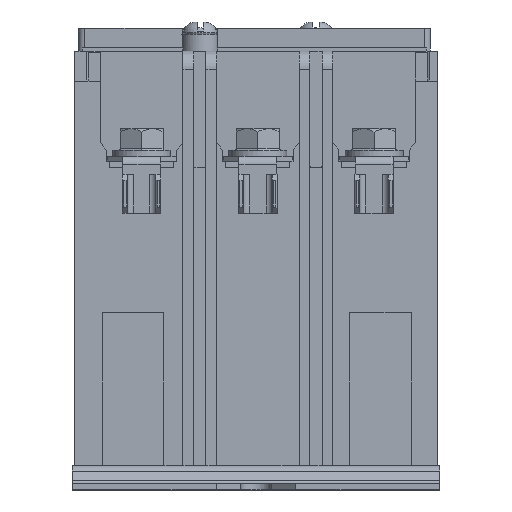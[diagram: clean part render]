
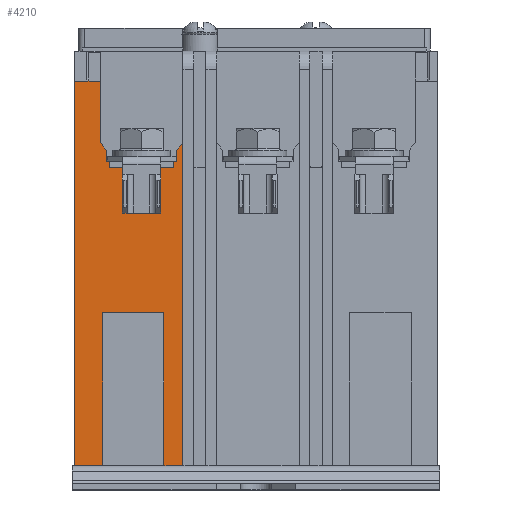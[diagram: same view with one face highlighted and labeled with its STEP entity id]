
A CAD part, front view. The second image highlights one B-rep face of the part: STEP entity #4210.
In plain terms, the highlighted planar face has unit normal (0, -1, 0).
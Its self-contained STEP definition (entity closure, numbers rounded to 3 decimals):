
#139 = ORIENTED_EDGE ( 'NONE', *, *, #2832, .F. ) ;
#308 = CARTESIAN_POINT ( 'NONE',  ( -29.65, -31.325, 0. ) ) ;
#462 = LINE ( 'NONE', #12249, #15719 ) ;
#492 = CARTESIAN_POINT ( 'NONE',  ( -29.65, -31.325, 71.5 ) ) ;
#619 = ORIENTED_EDGE ( 'NONE', *, *, #17909, .F. ) ;
#685 = ORIENTED_EDGE ( 'NONE', *, *, #12089, .F. ) ;
#705 = CARTESIAN_POINT ( 'NONE',  ( -12.95, -31.325, 51.558 ) ) ;
#713 = CARTESIAN_POINT ( 'NONE',  ( -25.45, -31.325, 67.75 ) ) ;
#882 = CARTESIAN_POINT ( 'NONE',  ( -23.95, -31.325, 49.75 ) ) ;
#914 = DIRECTION ( 'NONE',  ( 0., 0., -1. ) ) ;
#971 = LINE ( 'NONE', #18453, #9135 ) ;
#1206 = LINE ( 'NONE', #19701, #18516 ) ;
#1374 = CARTESIAN_POINT ( 'NONE',  ( -15.05, -31.325, 0. ) ) ;
#1576 = ORIENTED_EDGE ( 'NONE', *, *, #3465, .F. ) ;
#1829 = ORIENTED_EDGE ( 'NONE', *, *, #5472, .F. ) ;
#1886 = EDGE_CURVE ( 'NONE', #2472, #15803, #16634, .T. ) ;
#2079 = ORIENTED_EDGE ( 'NONE', *, *, #6920, .F. ) ;
#2316 = DIRECTION ( 'NONE',  ( -1., 0., 0. ) ) ;
#2472 = VERTEX_POINT ( 'NONE', #2561 ) ;
#2561 = CARTESIAN_POINT ( 'NONE',  ( -29.65, -31.325, 62.85 ) ) ;
#2590 = CARTESIAN_POINT ( 'NONE',  ( -29.65, -31.325, 62.85 ) ) ;
#2632 = ORIENTED_EDGE ( 'NONE', *, *, #11958, .T. ) ;
#2663 = VERTEX_POINT ( 'NONE', #11163 ) ;
#2721 = ORIENTED_EDGE ( 'NONE', *, *, #8608, .F. ) ;
#2832 = EDGE_CURVE ( 'NONE', #15803, #9362, #9274, .T. ) ;
#2848 = DIRECTION ( 'NONE',  ( 0., 0., 1. ) ) ;
#2899 = VERTEX_POINT ( 'NONE', #18410 ) ;
#2945 = LINE ( 'NONE', #492, #14902 ) ;
#2974 = CARTESIAN_POINT ( 'NONE',  ( -23.95, -31.325, 49.75 ) ) ;
#3052 = ORIENTED_EDGE ( 'NONE', *, *, #10372, .F. ) ;
#3112 = ORIENTED_EDGE ( 'NONE', *, *, #15185, .F. ) ;
#3300 = VECTOR ( 'NONE', #4780, 1000. ) ;
#3465 = EDGE_CURVE ( 'NONE', #9362, #14440, #11751, .T. ) ;
#3588 = ORIENTED_EDGE ( 'NONE', *, *, #1886, .F. ) ;
#3659 = VECTOR ( 'NONE', #16437, 1000. ) ;
#3873 = DIRECTION ( 'NONE',  ( 1., 0., 0. ) ) ;
#3941 = VERTEX_POINT ( 'NONE', #6883 ) ;
#3972 = DIRECTION ( 'NONE',  ( 0., 0., 1. ) ) ;
#4160 = VERTEX_POINT ( 'NONE', #14458 ) ;
#4210 = ADVANCED_FACE ( 'NONE', ( #13525 ), #19285, .F. ) ;
#4618 = VECTOR ( 'NONE', #19944, 1000. ) ;
#4752 = VERTEX_POINT ( 'NONE', #11535 ) ;
#4780 = DIRECTION ( 'NONE',  ( 0., 0., -1. ) ) ;
#4863 = AXIS2_PLACEMENT_3D ( 'NONE', #20841, #17803, #17656 ) ;
#4906 = CARTESIAN_POINT ( 'NONE',  ( -24.45, -31.325, 51.558 ) ) ;
#5093 = VERTEX_POINT ( 'NONE', #882 ) ;
#5134 = VERTEX_POINT ( 'NONE', #6252 ) ;
#5355 = VERTEX_POINT ( 'NONE', #8343 ) ;
#5411 = VECTOR ( 'NONE', #13447, 1000. ) ;
#5472 = EDGE_CURVE ( 'NONE', #2663, #5093, #12636, .T. ) ;
#5489 = CARTESIAN_POINT ( 'NONE',  ( -15.05, -31.325, 25. ) ) ;
#5499 = EDGE_CURVE ( 'NONE', #5355, #5134, #15614, .T. ) ;
#5597 = DIRECTION ( 'NONE',  ( 1., 0., 0. ) ) ;
#5665 = LINE ( 'NONE', #7100, #20940 ) ;
#6170 = CARTESIAN_POINT ( 'NONE',  ( -25.45, -31.325, 52.75 ) ) ;
#6188 = VECTOR ( 'NONE', #3873, 1000. ) ;
#6252 = CARTESIAN_POINT ( 'NONE',  ( -12.95, -31.325, 49.75 ) ) ;
#6420 = CARTESIAN_POINT ( 'NONE',  ( -11.95, -31.325, 64.75 ) ) ;
#6883 = CARTESIAN_POINT ( 'NONE',  ( -11.95, -31.325, 52.75 ) ) ;
#6920 = EDGE_CURVE ( 'NONE', #15157, #9914, #1206, .T. ) ;
#7100 = CARTESIAN_POINT ( 'NONE',  ( -15.05, -31.325, 0. ) ) ;
#7176 = VECTOR ( 'NONE', #3972, 1000. ) ;
#7220 = CARTESIAN_POINT ( 'NONE',  ( -12.95, -31.325, 51.558 ) ) ;
#7908 = ORIENTED_EDGE ( 'NONE', *, *, #14190, .T. ) ;
#8054 = LINE ( 'NONE', #16268, #13401 ) ;
#8263 = VECTOR ( 'NONE', #2316, 1000. ) ;
#8343 = CARTESIAN_POINT ( 'NONE',  ( -13.45, -31.325, 49.75 ) ) ;
#8360 = CARTESIAN_POINT ( 'NONE',  ( -25.45, -31.325, 62.85 ) ) ;
#8608 = EDGE_CURVE ( 'NONE', #10376, #2899, #20470, .T. ) ;
#8758 = ORIENTED_EDGE ( 'NONE', *, *, #8925, .T. ) ;
#8925 = EDGE_CURVE ( 'NONE', #13608, #4160, #15107, .T. ) ;
#9135 = VECTOR ( 'NONE', #12179, 1000. ) ;
#9274 = LINE ( 'NONE', #713, #5411 ) ;
#9362 = VERTEX_POINT ( 'NONE', #6170 ) ;
#9443 = LINE ( 'NONE', #19310, #12729 ) ;
#9560 = ORIENTED_EDGE ( 'NONE', *, *, #18006, .F. ) ;
#9653 = DIRECTION ( 'NONE',  ( 0., 0., -1. ) ) ;
#9914 = VERTEX_POINT ( 'NONE', #10878 ) ;
#10242 = LINE ( 'NONE', #13137, #17902 ) ;
#10354 = VECTOR ( 'NONE', #13454, 1000. ) ;
#10372 = EDGE_CURVE ( 'NONE', #5134, #12752, #11510, .T. ) ;
#10376 = VERTEX_POINT ( 'NONE', #20173 ) ;
#10878 = CARTESIAN_POINT ( 'NONE',  ( -13.45, -31.325, 48.75 ) ) ;
#11163 = CARTESIAN_POINT ( 'NONE',  ( -24.45, -31.325, 49.75 ) ) ;
#11510 = LINE ( 'NONE', #705, #7176 ) ;
#11535 = CARTESIAN_POINT ( 'NONE',  ( -11.95, -31.325, 0. ) ) ;
#11751 = LINE ( 'NONE', #14980, #4618 ) ;
#11958 = EDGE_CURVE ( 'NONE', #15760, #4752, #9443, .T. ) ;
#12089 = EDGE_CURVE ( 'NONE', #2899, #4160, #10242, .T. ) ;
#12179 = DIRECTION ( 'NONE',  ( 0., 0., 1. ) ) ;
#12249 = CARTESIAN_POINT ( 'NONE',  ( -24.45, -31.325, 51.558 ) ) ;
#12321 = EDGE_CURVE ( 'NONE', #9914, #5355, #971, .T. ) ;
#12361 = EDGE_CURVE ( 'NONE', #14440, #2663, #462, .T. ) ;
#12469 = DIRECTION ( 'NONE',  ( 0., 0., -1. ) ) ;
#12566 = VECTOR ( 'NONE', #16999, 1000. ) ;
#12636 = LINE ( 'NONE', #19830, #10354 ) ;
#12729 = VECTOR ( 'NONE', #13067, 1000. ) ;
#12752 = VERTEX_POINT ( 'NONE', #7220 ) ;
#13067 = DIRECTION ( 'NONE',  ( 1., 0., 0. ) ) ;
#13137 = CARTESIAN_POINT ( 'NONE',  ( -25.05, -31.325, 0. ) ) ;
#13401 = VECTOR ( 'NONE', #16343, 1000. ) ;
#13447 = DIRECTION ( 'NONE',  ( 0., 0., -1. ) ) ;
#13454 = DIRECTION ( 'NONE',  ( 1., 0., 0. ) ) ;
#13458 = LINE ( 'NONE', #6420, #14984 ) ;
#13525 = FACE_OUTER_BOUND ( 'NONE', #20618, .T. ) ;
#13608 = VERTEX_POINT ( 'NONE', #13854 ) ;
#13854 = CARTESIAN_POINT ( 'NONE',  ( -29.65, -31.325, 0. ) ) ;
#14190 = EDGE_CURVE ( 'NONE', #2472, #13608, #2945, .T. ) ;
#14440 = VERTEX_POINT ( 'NONE', #4906 ) ;
#14458 = CARTESIAN_POINT ( 'NONE',  ( -25.05, -31.325, 0. ) ) ;
#14902 = VECTOR ( 'NONE', #914, 1000. ) ;
#14980 = CARTESIAN_POINT ( 'NONE',  ( -25.45, -31.325, 52.75 ) ) ;
#14984 = VECTOR ( 'NONE', #9653, 1000. ) ;
#15107 = LINE ( 'NONE', #308, #3659 ) ;
#15157 = VERTEX_POINT ( 'NONE', #18556 ) ;
#15185 = EDGE_CURVE ( 'NONE', #15760, #10376, #5665, .T. ) ;
#15614 = LINE ( 'NONE', #18622, #12566 ) ;
#15719 = VECTOR ( 'NONE', #12469, 1000. ) ;
#15760 = VERTEX_POINT ( 'NONE', #1374 ) ;
#15803 = VERTEX_POINT ( 'NONE', #8360 ) ;
#16158 = ORIENTED_EDGE ( 'NONE', *, *, #5499, .F. ) ;
#16268 = CARTESIAN_POINT ( 'NONE',  ( -11.95, -31.325, 52.75 ) ) ;
#16343 = DIRECTION ( 'NONE',  ( 0.643, 0., 0.766 ) ) ;
#16437 = DIRECTION ( 'NONE',  ( 1., 0., 0. ) ) ;
#16584 = ORIENTED_EDGE ( 'NONE', *, *, #12361, .F. ) ;
#16634 = LINE ( 'NONE', #2590, #6188 ) ;
#16999 = DIRECTION ( 'NONE',  ( 1., 0., 0. ) ) ;
#17656 = DIRECTION ( 'NONE',  ( 0., 0., 1. ) ) ;
#17803 = DIRECTION ( 'NONE',  ( 0., 1., 0. ) ) ;
#17902 = VECTOR ( 'NONE', #17905, 1000. ) ;
#17905 = DIRECTION ( 'NONE',  ( 0., 0., -1. ) ) ;
#17906 = ORIENTED_EDGE ( 'NONE', *, *, #20060, .F. ) ;
#17909 = EDGE_CURVE ( 'NONE', #5093, #15157, #20584, .T. ) ;
#18006 = EDGE_CURVE ( 'NONE', #3941, #4752, #13458, .T. ) ;
#18410 = CARTESIAN_POINT ( 'NONE',  ( -25.05, -31.325, 25. ) ) ;
#18453 = CARTESIAN_POINT ( 'NONE',  ( -13.45, -31.325, 49.75 ) ) ;
#18516 = VECTOR ( 'NONE', #5597, 1000. ) ;
#18556 = CARTESIAN_POINT ( 'NONE',  ( -23.95, -31.325, 48.75 ) ) ;
#18622 = CARTESIAN_POINT ( 'NONE',  ( -12.95, -31.325, 49.75 ) ) ;
#19285 = PLANE ( 'NONE',  #4863 ) ;
#19310 = CARTESIAN_POINT ( 'NONE',  ( -29.65, -31.325, 0. ) ) ;
#19701 = CARTESIAN_POINT ( 'NONE',  ( -25.45, -31.325, 48.75 ) ) ;
#19830 = CARTESIAN_POINT ( 'NONE',  ( -24.45, -31.325, 49.75 ) ) ;
#19944 = DIRECTION ( 'NONE',  ( 0.643, 0., -0.766 ) ) ;
#20060 = EDGE_CURVE ( 'NONE', #12752, #3941, #8054, .T. ) ;
#20173 = CARTESIAN_POINT ( 'NONE',  ( -15.05, -31.325, 25. ) ) ;
#20424 = ORIENTED_EDGE ( 'NONE', *, *, #12321, .F. ) ;
#20470 = LINE ( 'NONE', #5489, #8263 ) ;
#20584 = LINE ( 'NONE', #2974, #3300 ) ;
#20618 = EDGE_LOOP ( 'NONE', ( #2079, #619, #1829, #16584, #1576, #139, #3588, #7908, #8758, #685, #2721, #3112, #2632, #9560, #17906, #3052, #16158, #20424 ) ) ;
#20841 = CARTESIAN_POINT ( 'NONE',  ( -29.65, -31.325, 71.5 ) ) ;
#20940 = VECTOR ( 'NONE', #2848, 1000. ) ;
